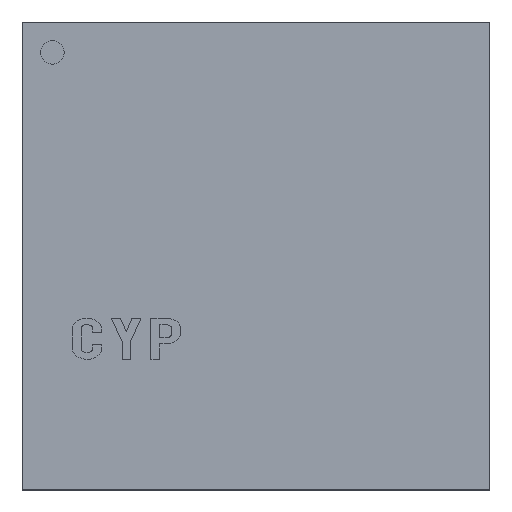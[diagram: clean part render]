
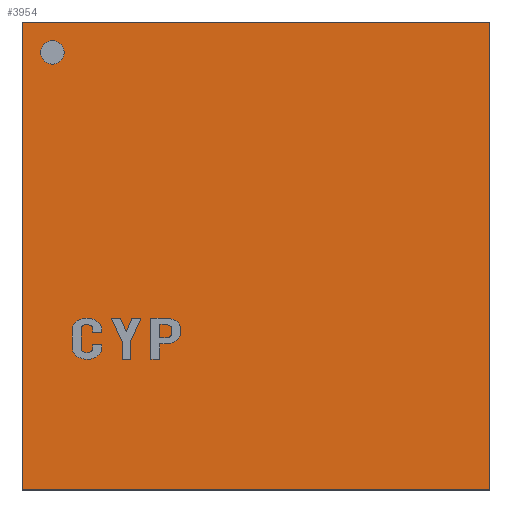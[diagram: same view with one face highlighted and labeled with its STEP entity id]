
A CAD part, top view. The second image highlights one B-rep face of the part: STEP entity #3954.
In plain terms, the highlighted planar face has unit normal (0, 0, 1).
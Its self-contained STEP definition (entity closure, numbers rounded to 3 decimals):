
#594=FACE_BOUND('',#1213,.T.);
#603=PLANE('',#4527);
#817=FACE_OUTER_BOUND('',#1212,.T.);
#1212=EDGE_LOOP('',(#3030,#3031,#3032,#3033));
#1213=EDGE_LOOP('',(#3034));
#1606=LINE('',#6795,#1688);
#1609=LINE('',#6801,#1691);
#1612=LINE('',#6807,#1694);
#1615=LINE('',#6811,#1697);
#1688=VECTOR('',#5259,1.);
#1691=VECTOR('',#5264,1.);
#1694=VECTOR('',#5269,1.);
#1697=VECTOR('',#5274,1.);
#1768=CIRCLE('',#4520,0.25);
#2110=VERTEX_POINT('',#6784);
#2113=VERTEX_POINT('',#6792);
#2114=VERTEX_POINT('',#6794);
#2116=VERTEX_POINT('',#6800);
#2118=VERTEX_POINT('',#6806);
#2537=EDGE_CURVE('',#2110,#2110,#1768,.T.);
#2540=EDGE_CURVE('',#2114,#2113,#1606,.T.);
#2543=EDGE_CURVE('',#2116,#2114,#1609,.T.);
#2546=EDGE_CURVE('',#2118,#2116,#1612,.T.);
#2549=EDGE_CURVE('',#2113,#2118,#1615,.T.);
#3030=ORIENTED_EDGE('',*,*,#2549,.T.);
#3031=ORIENTED_EDGE('',*,*,#2546,.T.);
#3032=ORIENTED_EDGE('',*,*,#2543,.T.);
#3033=ORIENTED_EDGE('',*,*,#2540,.T.);
#3034=ORIENTED_EDGE('',*,*,#2537,.T.);
#3954=ADVANCED_FACE('',(#817,#594),#603,.T.);
#4520=AXIS2_PLACEMENT_3D('',#6786,#5251,#5252);
#4527=AXIS2_PLACEMENT_3D('',#6813,#5277,#5278);
#5251=DIRECTION('center_axis',(0.,0.,-1.));
#5252=DIRECTION('ref_axis',(-1.,0.,0.));
#5259=DIRECTION('',(0.,1.,0.));
#5264=DIRECTION('',(1.,0.,0.));
#5269=DIRECTION('',(0.,-1.,0.));
#5274=DIRECTION('',(-1.,0.,0.));
#5277=DIRECTION('center_axis',(0.,0.,1.));
#5278=DIRECTION('ref_axis',(1.,0.,0.));
#6784=CARTESIAN_POINT('',(-4.1,4.35,1.2));
#6786=CARTESIAN_POINT('Origin',(-4.35,4.35,1.2));
#6792=CARTESIAN_POINT('',(5.,5.,1.2));
#6794=CARTESIAN_POINT('',(5.,-5.,1.2));
#6795=CARTESIAN_POINT('',(5.,5.,1.2));
#6800=CARTESIAN_POINT('',(-5.,-5.,1.2));
#6801=CARTESIAN_POINT('',(5.,-5.,1.2));
#6806=CARTESIAN_POINT('',(-5.,5.,1.2));
#6807=CARTESIAN_POINT('',(-5.,-5.,1.2));
#6811=CARTESIAN_POINT('',(-5.,5.,1.2));
#6813=CARTESIAN_POINT('Origin',(0.,0.,1.2));
